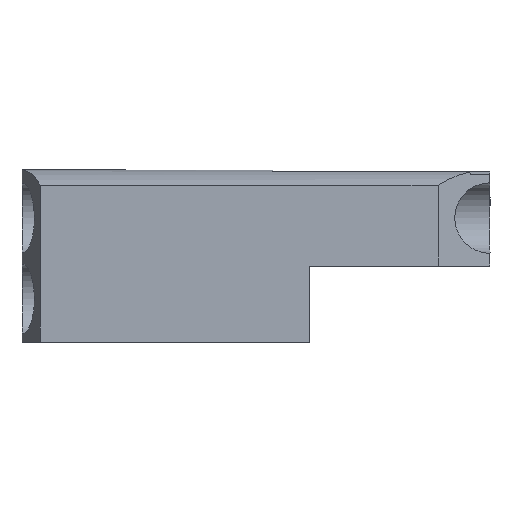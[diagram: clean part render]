
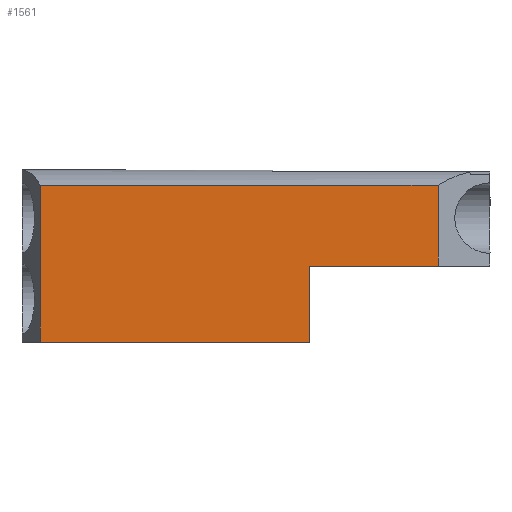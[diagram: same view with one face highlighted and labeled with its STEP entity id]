
A CAD part, front view. The second image highlights one B-rep face of the part: STEP entity #1561.
In plain terms, the highlighted planar face has unit normal (0, -1, 0).
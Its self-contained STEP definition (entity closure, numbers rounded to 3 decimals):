
#95=PLANE('',#1760);
#167=FACE_OUTER_BOUND('',#254,.T.);
#254=EDGE_LOOP('',(#1354,#1355,#1356,#1357,#1358,#1359));
#302=LINE('',#3102,#397);
#315=LINE('',#3145,#410);
#317=LINE('',#3161,#412);
#342=LINE('',#3263,#437);
#346=LINE('',#3274,#441);
#347=LINE('',#3275,#442);
#397=VECTOR('',#2012,1.);
#410=VECTOR('',#2055,1.);
#412=VECTOR('',#2071,1.);
#437=VECTOR('',#2190,1.);
#441=VECTOR('',#2200,1.);
#442=VECTOR('',#2201,1.);
#658=VERTEX_POINT('',#3098);
#660=VERTEX_POINT('',#3101);
#675=VERTEX_POINT('',#3143);
#682=VERTEX_POINT('',#3159);
#712=VERTEX_POINT('',#3262);
#716=VERTEX_POINT('',#3273);
#853=EDGE_CURVE('',#660,#658,#302,.T.);
#875=EDGE_CURVE('',#675,#658,#315,.T.);
#883=EDGE_CURVE('',#675,#682,#317,.T.);
#933=EDGE_CURVE('',#660,#712,#342,.T.);
#939=EDGE_CURVE('',#716,#682,#346,.T.);
#940=EDGE_CURVE('',#712,#716,#347,.T.);
#1354=ORIENTED_EDGE('',*,*,#939,.F.);
#1355=ORIENTED_EDGE('',*,*,#940,.F.);
#1356=ORIENTED_EDGE('',*,*,#933,.F.);
#1357=ORIENTED_EDGE('',*,*,#853,.T.);
#1358=ORIENTED_EDGE('',*,*,#875,.F.);
#1359=ORIENTED_EDGE('',*,*,#883,.T.);
#1561=ADVANCED_FACE('',(#167),#95,.F.);
#1760=AXIS2_PLACEMENT_3D('',#3272,#2198,#2199);
#2012=DIRECTION('',(0.,0.,-1.));
#2055=DIRECTION('',(-1.,0.,0.));
#2071=DIRECTION('',(0.,0.,1.));
#2190=DIRECTION('',(1.,0.,0.));
#2198=DIRECTION('center_axis',(0.,1.,0.));
#2199=DIRECTION('ref_axis',(0.,0.,1.));
#2200=DIRECTION('',(-1.,0.,0.));
#2201=DIRECTION('',(0.,0.,-1.));
#3098=CARTESIAN_POINT('',(-0.925,-4.92,-0.645));
#3101=CARTESIAN_POINT('',(-0.925,-4.92,0.171));
#3102=CARTESIAN_POINT('',(-0.925,-4.92,-0.39));
#3143=CARTESIAN_POINT('',(0.473,-4.92,-0.645));
#3145=CARTESIAN_POINT('',(-0.257,-4.92,-0.645));
#3159=CARTESIAN_POINT('',(0.473,-4.92,-0.25));
#3161=CARTESIAN_POINT('',(0.473,-4.92,-0.752));
#3262=CARTESIAN_POINT('',(1.143,-4.92,0.171));
#3263=CARTESIAN_POINT('',(1.273,-4.92,0.171));
#3272=CARTESIAN_POINT('Origin',(0.003,-4.92,-1.111));
#3273=CARTESIAN_POINT('',(1.143,-4.92,-0.25));
#3274=CARTESIAN_POINT('',(0.803,-4.92,-0.25));
#3275=CARTESIAN_POINT('',(1.143,-4.92,-0.805));
